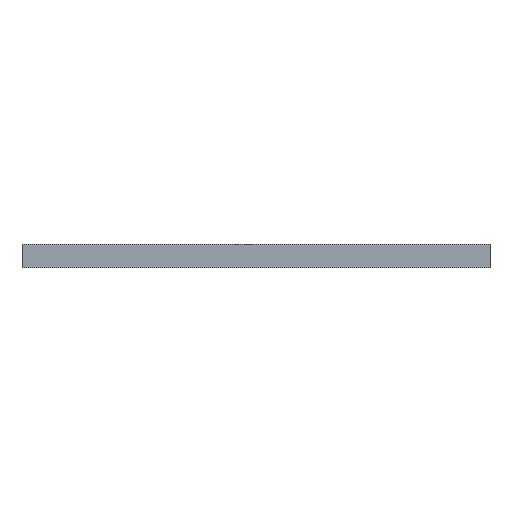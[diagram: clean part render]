
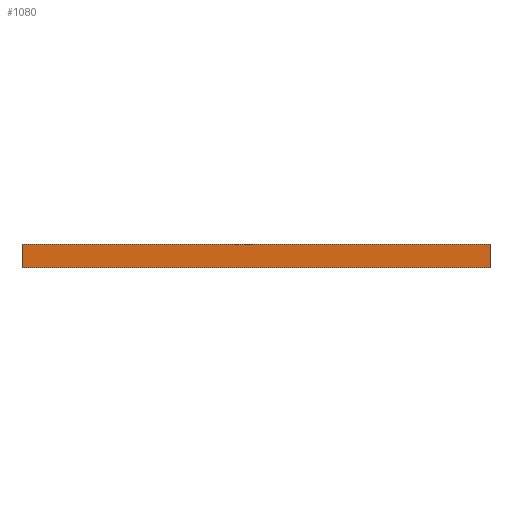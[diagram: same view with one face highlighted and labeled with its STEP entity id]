
A CAD part, front view. The second image highlights one B-rep face of the part: STEP entity #1080.
In plain terms, the highlighted planar face has unit normal (0, -1, 0).
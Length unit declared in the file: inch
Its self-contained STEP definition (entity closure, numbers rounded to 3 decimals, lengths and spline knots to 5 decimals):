
#603 = ORIENTED_EDGE ( 'NONE', *, *, #872, .T. ) ;
#872 = EDGE_CURVE ( 'NONE', #3282, #5002, #5310, .T. ) ;
#1080 = ADVANCED_FACE ( 'NONE', ( #5575 ), #5763, .T. ) ;
#1141 = CARTESIAN_POINT ( 'NONE',  ( -0.59055, -0.59055, -0.03937 ) ) ;
#1595 = DIRECTION ( 'NONE',  ( 0., -1., 0. ) ) ;
#1619 = ORIENTED_EDGE ( 'NONE', *, *, #4785, .F. ) ;
#2018 = VERTEX_POINT ( 'NONE', #5755 ) ;
#2026 = LINE ( 'NONE', #2898, #3959 ) ;
#2041 = EDGE_CURVE ( 'NONE', #4030, #3282, #5682, .T. ) ;
#2201 = CARTESIAN_POINT ( 'NONE',  ( -0.59055, -0.59055, 0. ) ) ;
#2298 = VECTOR ( 'NONE', #3094, 39.37008 ) ;
#2404 = CARTESIAN_POINT ( 'NONE',  ( 0.59055, -0.59055, 0.01969 ) ) ;
#2657 = ORIENTED_EDGE ( 'NONE', *, *, #7539, .F. ) ;
#2838 = DIRECTION ( 'NONE',  ( 1., 0., 0. ) ) ;
#2898 = CARTESIAN_POINT ( 'NONE',  ( -0.59055, -0.59055, 0.01969 ) ) ;
#3094 = DIRECTION ( 'NONE',  ( 0., 0., 1. ) ) ;
#3282 = VERTEX_POINT ( 'NONE', #5022 ) ;
#3559 = DIRECTION ( 'NONE',  ( 1., 0., 0. ) ) ;
#3651 = CARTESIAN_POINT ( 'NONE',  ( -0.59055, -0.59055, -0.03937 ) ) ;
#3910 = CARTESIAN_POINT ( 'NONE',  ( -0.59055, -0.59055, 0. ) ) ;
#3959 = VECTOR ( 'NONE', #5250, 39.37008 ) ;
#3960 = DIRECTION ( 'NONE',  ( 0., 0., 1. ) ) ;
#4030 = VERTEX_POINT ( 'NONE', #1141 ) ;
#4397 = EDGE_LOOP ( 'NONE', ( #1619, #4487, #603, #2657 ) ) ;
#4446 = AXIS2_PLACEMENT_3D ( 'NONE', #2201, #1595, #2838 ) ;
#4487 = ORIENTED_EDGE ( 'NONE', *, *, #2041, .T. ) ;
#4785 = EDGE_CURVE ( 'NONE', #4030, #2018, #5283, .T. ) ;
#4929 = VECTOR ( 'NONE', #3960, 39.37008 ) ;
#5002 = VERTEX_POINT ( 'NONE', #2404 ) ;
#5022 = CARTESIAN_POINT ( 'NONE',  ( 0.59055, -0.59055, -0.03937 ) ) ;
#5250 = DIRECTION ( 'NONE',  ( 1., 0., 0. ) ) ;
#5283 = LINE ( 'NONE', #3910, #4929 ) ;
#5310 = LINE ( 'NONE', #6077, #2298 ) ;
#5575 = FACE_OUTER_BOUND ( 'NONE', #4397, .T. ) ;
#5682 = LINE ( 'NONE', #3651, #7345 ) ;
#5755 = CARTESIAN_POINT ( 'NONE',  ( -0.59055, -0.59055, 0.01969 ) ) ;
#5763 = PLANE ( 'NONE',  #4446 ) ;
#6077 = CARTESIAN_POINT ( 'NONE',  ( 0.59055, -0.59055, 0. ) ) ;
#7345 = VECTOR ( 'NONE', #3559, 39.37008 ) ;
#7539 = EDGE_CURVE ( 'NONE', #2018, #5002, #2026, .T. ) ;
